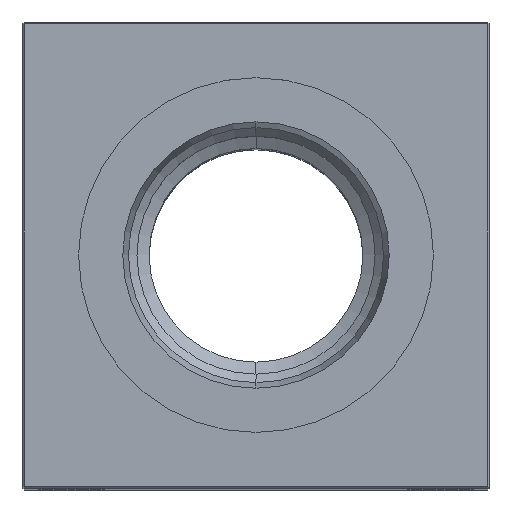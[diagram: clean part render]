
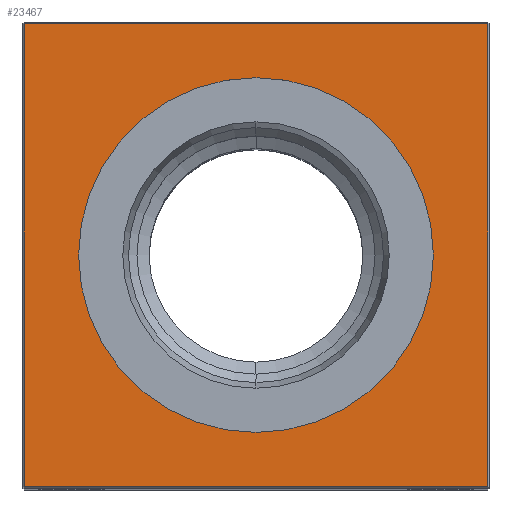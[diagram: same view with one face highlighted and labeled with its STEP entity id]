
A CAD part, top view. The second image highlights one B-rep face of the part: STEP entity #23467.
In plain terms, the highlighted planar face has unit normal (0, 0, 1).
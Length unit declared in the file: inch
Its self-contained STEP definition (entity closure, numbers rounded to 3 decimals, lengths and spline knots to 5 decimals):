
#110 = DIRECTION ( 'NONE',  ( 0., 0., -1. ) ) ;
#467 = CARTESIAN_POINT ( 'NONE',  ( 0., 0., 7. ) ) ;
#1806 = CARTESIAN_POINT ( 'NONE',  ( 0., 0., 7. ) ) ;
#1947 = ORIENTED_EDGE ( 'NONE', *, *, #16735, .T. ) ;
#2943 = CARTESIAN_POINT ( 'NONE',  ( -1.49, -1.49, 7. ) ) ;
#3043 = VECTOR ( 'NONE', #13157, 39.37008 ) ;
#3118 = VERTEX_POINT ( 'NONE', #16913 ) ;
#3173 = VERTEX_POINT ( 'NONE', #2943 ) ;
#3498 = CARTESIAN_POINT ( 'NONE',  ( 0., 1.49, 7. ) ) ;
#3772 = ORIENTED_EDGE ( 'NONE', *, *, #19082, .T. ) ;
#6212 = EDGE_CURVE ( 'NONE', #14639, #3173, #11346, .T. ) ;
#6779 = CARTESIAN_POINT ( 'NONE',  ( -1.49, 0., 7. ) ) ;
#6928 = CIRCLE ( 'NONE', #10453, 1.14173 ) ;
#7289 = EDGE_LOOP ( 'NONE', ( #7631, #13140, #10090, #3772 ) ) ;
#7510 = LINE ( 'NONE', #3498, #18846 ) ;
#7631 = ORIENTED_EDGE ( 'NONE', *, *, #6212, .T. ) ;
#7661 = DIRECTION ( 'NONE',  ( -1., 0., 0. ) ) ;
#7765 = VERTEX_POINT ( 'NONE', #22482 ) ;
#10090 = ORIENTED_EDGE ( 'NONE', *, *, #13161, .T. ) ;
#10453 = AXIS2_PLACEMENT_3D ( 'NONE', #1806, #25478, #16751 ) ;
#11020 = DIRECTION ( 'NONE',  ( 0., 0., -1. ) ) ;
#11346 = LINE ( 'NONE', #6779, #3043 ) ;
#11697 = EDGE_CURVE ( 'NONE', #3173, #3118, #27078, .T. ) ;
#12637 = DIRECTION ( 'NONE',  ( 0., 1., 0. ) ) ;
#13140 = ORIENTED_EDGE ( 'NONE', *, *, #11697, .T. ) ;
#13157 = DIRECTION ( 'NONE',  ( 0., -1., 0. ) ) ;
#13161 = EDGE_CURVE ( 'NONE', #3118, #7765, #25506, .T. ) ;
#13348 = VERTEX_POINT ( 'NONE', #24258 ) ;
#13612 = VERTEX_POINT ( 'NONE', #25546 ) ;
#14351 = DIRECTION ( 'NONE',  ( 1., 0., 0. ) ) ;
#14625 = CARTESIAN_POINT ( 'NONE',  ( 0., -1.49, 7. ) ) ;
#14639 = VERTEX_POINT ( 'NONE', #21878 ) ;
#16481 = ORIENTED_EDGE ( 'NONE', *, *, #19190, .T. ) ;
#16735 = EDGE_CURVE ( 'NONE', #13612, #13348, #21837, .T. ) ;
#16751 = DIRECTION ( 'NONE',  ( -1., 0., 0. ) ) ;
#16913 = CARTESIAN_POINT ( 'NONE',  ( 1.49, -1.49, 7. ) ) ;
#16940 = FACE_BOUND ( 'NONE', #24866, .T. ) ;
#18719 = AXIS2_PLACEMENT_3D ( 'NONE', #19099, #110, #7661 ) ;
#18846 = VECTOR ( 'NONE', #24397, 39.37008 ) ;
#19082 = EDGE_CURVE ( 'NONE', #7765, #14639, #7510, .T. ) ;
#19099 = CARTESIAN_POINT ( 'NONE',  ( 0., 0., 7. ) ) ;
#19190 = EDGE_CURVE ( 'NONE', #13348, #13612, #6928, .T. ) ;
#19459 = DIRECTION ( 'NONE',  ( -1., 0., 0. ) ) ;
#19600 = FACE_OUTER_BOUND ( 'NONE', #7289, .T. ) ;
#20592 = AXIS2_PLACEMENT_3D ( 'NONE', #467, #11020, #19459 ) ;
#20636 = VECTOR ( 'NONE', #14351, 39.37008 ) ;
#21535 = PLANE ( 'NONE',  #20592 ) ;
#21837 = CIRCLE ( 'NONE', #18719, 1.14173 ) ;
#21878 = CARTESIAN_POINT ( 'NONE',  ( -1.49, 1.49, 7. ) ) ;
#22482 = CARTESIAN_POINT ( 'NONE',  ( 1.49, 1.49, 7. ) ) ;
#23467 = ADVANCED_FACE ( 'NONE', ( #19600, #16940 ), #21535, .F. ) ;
#24258 = CARTESIAN_POINT ( 'NONE',  ( 0., -1.14173, 7. ) ) ;
#24397 = DIRECTION ( 'NONE',  ( -1., 0., 0. ) ) ;
#24866 = EDGE_LOOP ( 'NONE', ( #1947, #16481 ) ) ;
#24946 = CARTESIAN_POINT ( 'NONE',  ( 1.49, 0., 7. ) ) ;
#25478 = DIRECTION ( 'NONE',  ( 0., 0., -1. ) ) ;
#25506 = LINE ( 'NONE', #24946, #25548 ) ;
#25546 = CARTESIAN_POINT ( 'NONE',  ( 0., 1.14173, 7. ) ) ;
#25548 = VECTOR ( 'NONE', #12637, 39.37008 ) ;
#27078 = LINE ( 'NONE', #14625, #20636 ) ;
